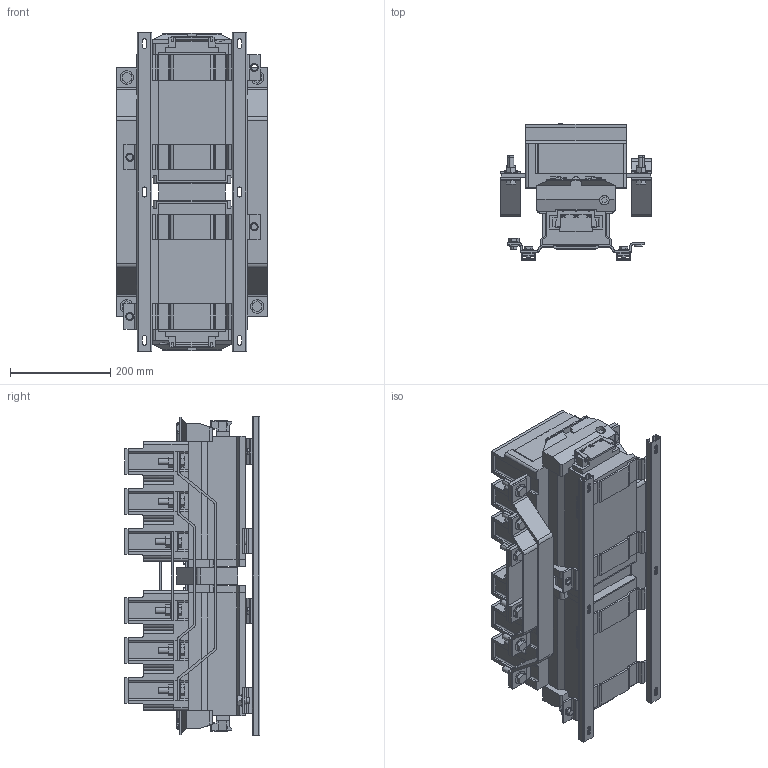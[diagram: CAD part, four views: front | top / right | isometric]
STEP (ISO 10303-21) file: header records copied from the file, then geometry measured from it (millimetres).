
FILE_DESCRIPTION (( 'STEP AP214' ), '1' );
FILE_NAME ('KKT73-630-400-10 Êîíòàêòîð ÊÒÈ-76303 ðåâåðñ 630À 400Â_ÀÑ3 ÈÝÊ.STEP', '2017-12-25T07:43:32', ( '' ), ( '' ), 'SwSTEP 2.0', 'SolidWorks 2014', '' );
FILE_SCHEMA (( 'AUTOMOTIVE_DESIGN' ));
Length unit declared in the file: millimetre
Products named in the file (1): KKT73-630-400-10 Êîíòàêòîð ÊÒÈ-76303 ðåâåðñ 630À  400Â_ÀÑ3  ÈÝÊ
Bounding box: 300 x 271 x 635 mm (x, y, z)
Volume: 19291895.3 mm3; surface area: 1437078.5 mm2
Topology: 2 solids, 28 shells, 3376 faces, 9236 edges, 6062 vertices
Faces by surface type: plane 2290, cylinder 738, bspline 326, torus 18, cone 4
Entity records: 124271 total; most frequent: CARTESIAN_POINT 39595, ORIENTED_EDGE 18472, DIRECTION 15984, EDGE_CURVE 9236, VECTOR 6954, LINE 6954, VERTEX_POINT 6062, AXIS2_PLACEMENT_3D 4515
